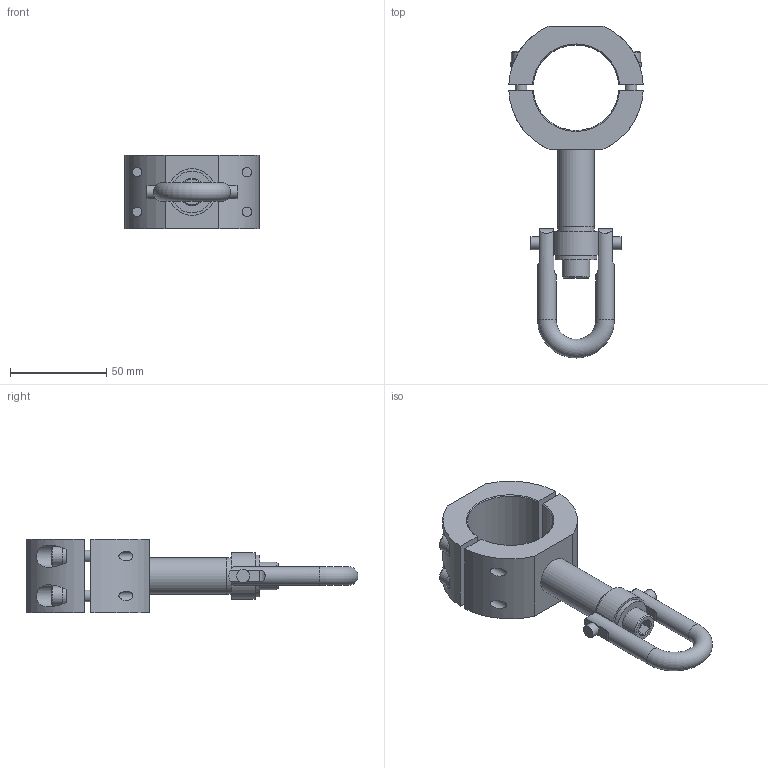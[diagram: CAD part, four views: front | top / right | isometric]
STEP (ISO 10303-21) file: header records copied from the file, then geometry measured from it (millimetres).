
FILE_DESCRIPTION(/* description */ ('MIGHTY HOIST RING'),/* implementation_level */ '2;1');
FILE_NAME(/* name */ 'MHL-444SN.stp',/* time_stamp */ '2024-01-29T18:29:38-05:00',/* author */ ('E&E CUSTOM PRODUCTS'),/* organization */ (''),/* preprocessor_version */ 'ST-DEVELOPER v18.1',/* originating_system */ 'Autodesk Inventor 2021',/* authorisation */ '');
FILE_SCHEMA (('AUTOMOTIVE_DESIGN { 1 0 10303 214 3 1 1 }'));
Length unit declared in the file: millimetre
Products named in the file (8): MHLM01; MHLD01; 0.188 X .375; lift hook; CP070M01; CP070-444; NL6; M6X1-25 SHCS
Assembly tree (13 placements, depth 3):
  MHLM01
    MHLD01
    0.188 X .375
    lift hook
    CP070M01
      CP070-444
      NL6  x4
      M6X1-25 SHCS  x4
Bounding box: 69.78 x 172.26 x 38.1 mm (x, y, z)
Volume: 107377.9 mm3; surface area: 39815.3 mm2
Topology: 15 solids, 15 shells, 227 faces, 502 edges, 325 vertices
Faces by surface type: cylinder 102, plane 93, cone 29, bspline 2, torus 1
Full cylindrical faces by diameter (mm): 4.763 x6, 4.917 x4, 5.116 x4, 6 x4, 6.5 x8, 6.756 x2, 7.463 x18, 7.798 x1, 9.525 x18, 9.652 x2, 10 x4, 10.8 x4, 14.287 x1, 19.05 x2, 21.62 x1
Entity records: 13244 total; most frequent: CARTESIAN_POINT 9096, ORIENTED_EDGE 786, DIRECTION 776, EDGE_CURVE 393, AXIS2_PLACEMENT_3D 301, VERTEX_POINT 259, EDGE_LOOP 218, LINE 174
